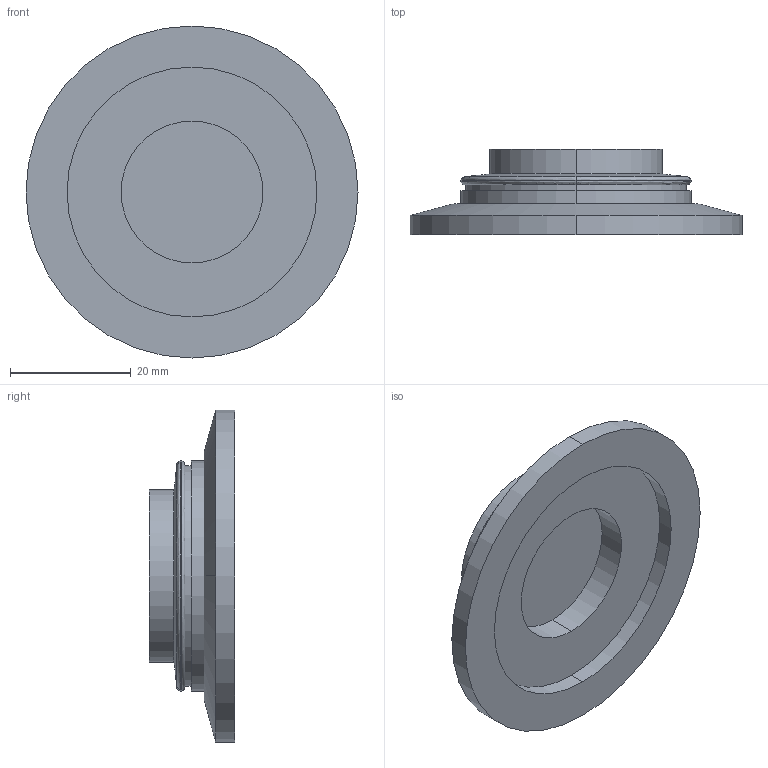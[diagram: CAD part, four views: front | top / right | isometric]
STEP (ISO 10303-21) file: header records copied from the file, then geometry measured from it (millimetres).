
FILE_DESCRIPTION (( 'STEP AP203' ), '1' );
FILE_NAME ('A8434-3-QF.STEP', '2012-12-10T20:12:10', ( '' ), ( '' ), 'SwSTEP 2.0', 'SolidWorks 2012', '' );
FILE_SCHEMA (( 'CONFIG_CONTROL_DESIGN' ));
Length unit declared in the file: inch
Products named in the file (1): A8434-3-QF
Bounding box: 54.99 x 14.16 x 54.99 mm (x, y, z)
Volume: 11561.4 mm3; surface area: 7374.1 mm2
Topology: 1 solids, 1 shells, 37 faces, 74 edges, 46 vertices
Faces by surface type: cylinder 16, plane 9, bspline 6, cone 6
Entity records: 1321 total; most frequent: CARTESIAN_POINT 450, DIRECTION 186, ORIENTED_EDGE 148, AXIS2_PLACEMENT_3D 82, EDGE_CURVE 74, CIRCLE 50, VERTEX_POINT 46, EDGE_LOOP 44
